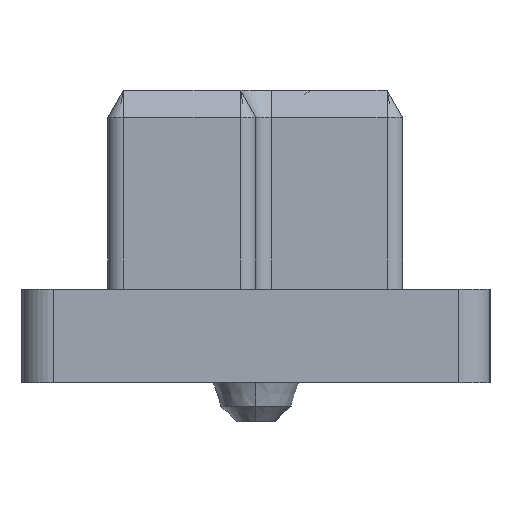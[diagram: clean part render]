
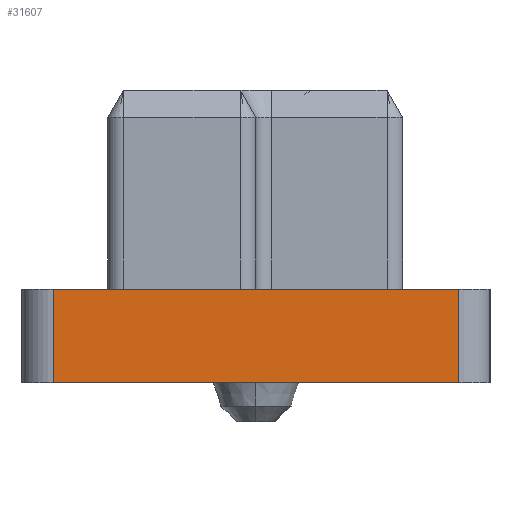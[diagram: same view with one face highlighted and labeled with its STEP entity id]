
A CAD part, left-side view. The second image highlights one B-rep face of the part: STEP entity #31607.
In plain terms, the highlighted planar face has unit normal (-1, 0, 0).
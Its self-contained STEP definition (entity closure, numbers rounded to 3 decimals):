
#829 = ORIENTED_EDGE ( 'NONE', *, *, #7908, .F. ) ;
#1714 = VERTEX_POINT ( 'NONE', #38924 ) ;
#4188 = EDGE_CURVE ( 'NONE', #1714, #28732, #10868, .T. ) ;
#5015 = LINE ( 'NONE', #45408, #11019 ) ;
#6502 = DIRECTION ( 'NONE',  ( -1., 0., 0. ) ) ;
#6742 = CARTESIAN_POINT ( 'NONE',  ( -26.9, 3., -3.75 ) ) ;
#7889 = LINE ( 'NONE', #19187, #27010 ) ;
#7908 = EDGE_CURVE ( 'NONE', #12600, #28732, #7889, .T. ) ;
#8385 = DIRECTION ( 'NONE',  ( 0., 0., -1. ) ) ;
#9806 = CARTESIAN_POINT ( 'NONE',  ( -26.9, -2.6, -2.55 ) ) ;
#10815 = FACE_OUTER_BOUND ( 'NONE', #20253, .T. ) ;
#10868 = LINE ( 'NONE', #35879, #30531 ) ;
#11019 = VECTOR ( 'NONE', #8385, 1000. ) ;
#11503 = DIRECTION ( 'NONE',  ( 0., 0., -1. ) ) ;
#12600 = VERTEX_POINT ( 'NONE', #9806 ) ;
#14666 = DIRECTION ( 'NONE',  ( 0., 0., 1. ) ) ;
#17386 = DIRECTION ( 'NONE',  ( 0., -1., 0. ) ) ;
#17628 = VERTEX_POINT ( 'NONE', #42219 ) ;
#18851 = LINE ( 'NONE', #41192, #36120 ) ;
#19187 = CARTESIAN_POINT ( 'NONE',  ( -26.9, -2.6, -2.55 ) ) ;
#19346 = ORIENTED_EDGE ( 'NONE', *, *, #35711, .T. ) ;
#19437 = EDGE_CURVE ( 'NONE', #17628, #12600, #18851, .T. ) ;
#20253 = EDGE_LOOP ( 'NONE', ( #45229, #829, #42366, #19346 ) ) ;
#26313 = DIRECTION ( 'NONE',  ( 0., -1., 0. ) ) ;
#27010 = VECTOR ( 'NONE', #11503, 1000. ) ;
#28732 = VERTEX_POINT ( 'NONE', #33182 ) ;
#29715 = AXIS2_PLACEMENT_3D ( 'NONE', #6742, #6502, #14666 ) ;
#30531 = VECTOR ( 'NONE', #17386, 1000. ) ;
#31607 = ADVANCED_FACE ( 'NONE', ( #10815 ), #43281, .T. ) ;
#33182 = CARTESIAN_POINT ( 'NONE',  ( -26.9, -2.6, -3.75 ) ) ;
#35711 = EDGE_CURVE ( 'NONE', #17628, #1714, #5015, .T. ) ;
#35879 = CARTESIAN_POINT ( 'NONE',  ( -26.9, 2.6, -3.75 ) ) ;
#36120 = VECTOR ( 'NONE', #26313, 1000. ) ;
#38924 = CARTESIAN_POINT ( 'NONE',  ( -26.9, 2.6, -3.75 ) ) ;
#41192 = CARTESIAN_POINT ( 'NONE',  ( -26.9, 2.6, -2.55 ) ) ;
#42219 = CARTESIAN_POINT ( 'NONE',  ( -26.9, 2.6, -2.55 ) ) ;
#42366 = ORIENTED_EDGE ( 'NONE', *, *, #19437, .F. ) ;
#43281 = PLANE ( 'NONE',  #29715 ) ;
#45229 = ORIENTED_EDGE ( 'NONE', *, *, #4188, .T. ) ;
#45408 = CARTESIAN_POINT ( 'NONE',  ( -26.9, 2.6, -2.55 ) ) ;
